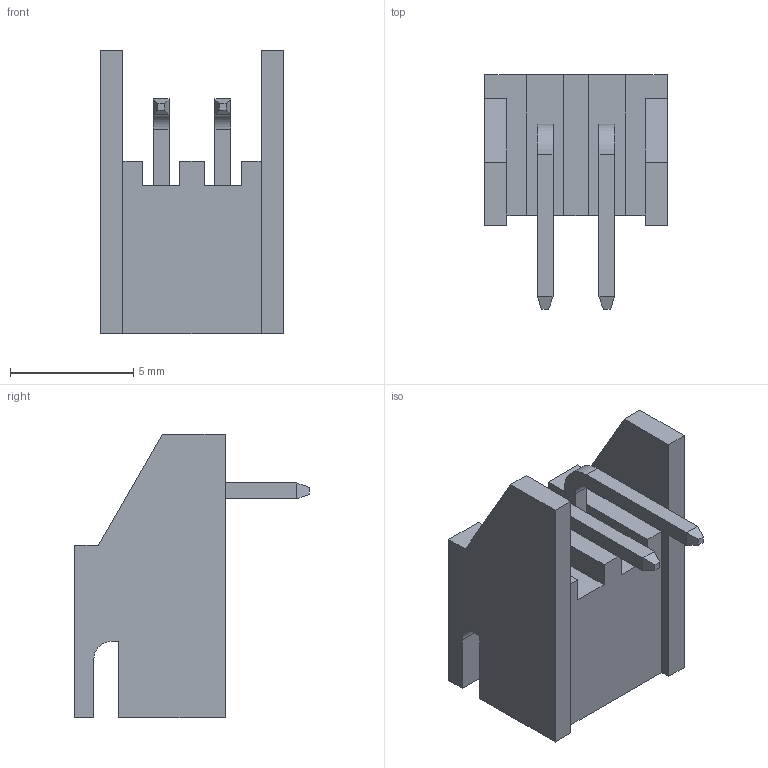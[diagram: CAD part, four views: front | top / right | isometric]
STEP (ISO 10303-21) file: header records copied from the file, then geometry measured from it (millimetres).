
FILE_DESCRIPTION (( 'STEP AP214' ), '1' );
FILE_NAME ('S2B-XH-A(LF)(SN).STEP', '2021-10-22T01:28:26', ( '' ), ( '' ), 'SwSTEP 2.0', 'SolidWorks 2017', '' );
FILE_SCHEMA (( 'AUTOMOTIVE_DESIGN' ));
Length unit declared in the file: millimetre
Products named in the file (1): S2B-XH-A(LF)(SN)
Bounding box: 7.4 x 9.5 x 11.5 mm (x, y, z)
Volume: 201.1 mm3; surface area: 534.6 mm2
Topology: 3 solids, 3 shells, 96 faces, 254 edges, 164 vertices
Faces by surface type: plane 82, cylinder 14
Entity records: 2978 total; most frequent: CARTESIAN_POINT 515, ORIENTED_EDGE 508, DIRECTION 476, EDGE_CURVE 254, LINE 226, VECTOR 226, VERTEX_POINT 164, AXIS2_PLACEMENT_3D 125
